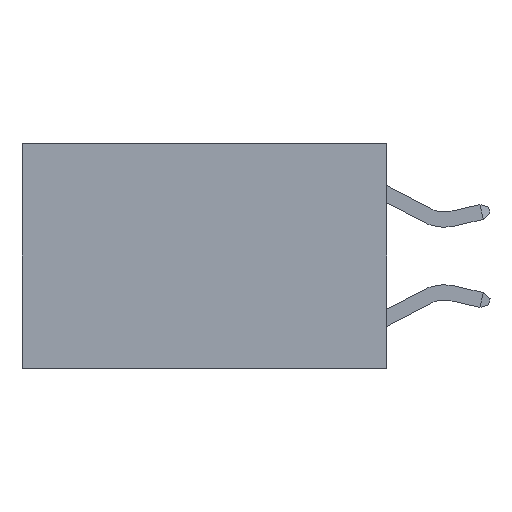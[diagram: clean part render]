
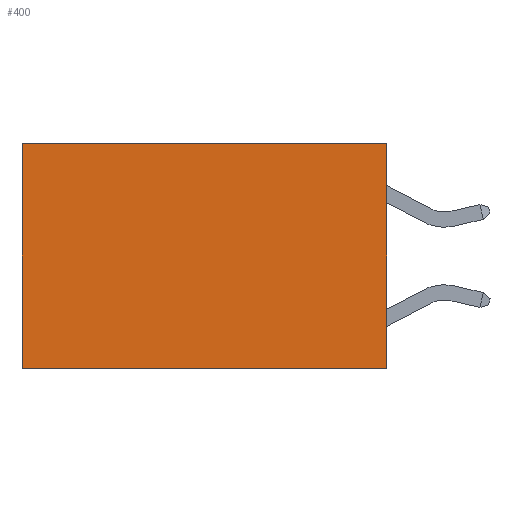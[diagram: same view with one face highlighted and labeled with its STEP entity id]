
A CAD part, left-side view. The second image highlights one B-rep face of the part: STEP entity #400.
In plain terms, the highlighted planar face has unit normal (-1, 0, 0).
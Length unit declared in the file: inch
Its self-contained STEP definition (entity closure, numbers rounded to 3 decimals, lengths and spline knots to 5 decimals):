
#178 = DIRECTION ( 'NONE',  ( 0., 1., 0. ) ) ;
#400 = ADVANCED_FACE ( 'NONE', ( #1632 ), #19061, .F. ) ;
#898 = DIRECTION ( 'NONE',  ( 0., 0., -1. ) ) ;
#1632 = FACE_OUTER_BOUND ( 'NONE', #15540, .T. ) ;
#2035 = CARTESIAN_POINT ( 'NONE',  ( 0.2625, 0., 0. ) ) ;
#3855 = DIRECTION ( 'NONE',  ( 1., 0., 0. ) ) ;
#3926 = VERTEX_POINT ( 'NONE', #20537 ) ;
#4138 = LINE ( 'NONE', #16094, #20022 ) ;
#5119 = DIRECTION ( 'NONE',  ( 0., 0., -1. ) ) ;
#5462 = DIRECTION ( 'NONE',  ( 0., 0., -1. ) ) ;
#5620 = ORIENTED_EDGE ( 'NONE', *, *, #13845, .T. ) ;
#5755 = LINE ( 'NONE', #17773, #13705 ) ;
#7220 = CARTESIAN_POINT ( 'NONE',  ( 0.2625, 0.6, 0. ) ) ;
#7277 = EDGE_CURVE ( 'NONE', #19149, #16913, #4138, .T. ) ;
#7796 = ORIENTED_EDGE ( 'NONE', *, *, #15393, .F. ) ;
#8881 = ORIENTED_EDGE ( 'NONE', *, *, #16066, .F. ) ;
#11716 = LINE ( 'NONE', #19302, #19656 ) ;
#12928 = LINE ( 'NONE', #7220, #15694 ) ;
#13705 = VECTOR ( 'NONE', #5119, 39.37008 ) ;
#13845 = EDGE_CURVE ( 'NONE', #16913, #3926, #12928, .T. ) ;
#14414 = CARTESIAN_POINT ( 'NONE',  ( 0.2625, 0., 0. ) ) ;
#15247 = CARTESIAN_POINT ( 'NONE',  ( 0.2625, 0.6, 0. ) ) ;
#15393 = EDGE_CURVE ( 'NONE', #18372, #3926, #11716, .T. ) ;
#15540 = EDGE_LOOP ( 'NONE', ( #5620, #7796, #8881, #20087 ) ) ;
#15694 = VECTOR ( 'NONE', #898, 39.37008 ) ;
#16066 = EDGE_CURVE ( 'NONE', #19149, #18372, #5755, .T. ) ;
#16094 = CARTESIAN_POINT ( 'NONE',  ( 0.2625, 0., 0. ) ) ;
#16913 = VERTEX_POINT ( 'NONE', #15247 ) ;
#17660 = DIRECTION ( 'NONE',  ( 0., 1., 0. ) ) ;
#17773 = CARTESIAN_POINT ( 'NONE',  ( 0.2625, 0., 0. ) ) ;
#18372 = VERTEX_POINT ( 'NONE', #20564 ) ;
#19061 = PLANE ( 'NONE',  #19735 ) ;
#19149 = VERTEX_POINT ( 'NONE', #14414 ) ;
#19302 = CARTESIAN_POINT ( 'NONE',  ( 0.2625, 0., -0.37 ) ) ;
#19656 = VECTOR ( 'NONE', #178, 39.37008 ) ;
#19735 = AXIS2_PLACEMENT_3D ( 'NONE', #2035, #3855, #5462 ) ;
#20022 = VECTOR ( 'NONE', #17660, 39.37008 ) ;
#20087 = ORIENTED_EDGE ( 'NONE', *, *, #7277, .T. ) ;
#20537 = CARTESIAN_POINT ( 'NONE',  ( 0.2625, 0.6, -0.37 ) ) ;
#20564 = CARTESIAN_POINT ( 'NONE',  ( 0.2625, 0., -0.37 ) ) ;
